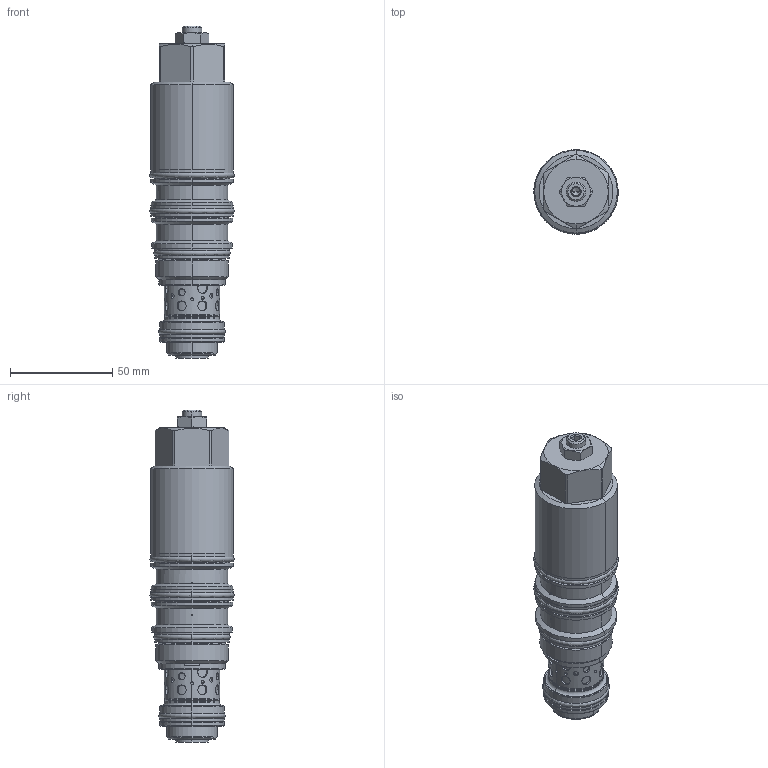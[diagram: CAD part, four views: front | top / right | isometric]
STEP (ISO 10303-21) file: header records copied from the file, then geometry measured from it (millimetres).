
FILE_DESCRIPTION((''),'2;1');
FILE_NAME('MWGBLHN_SW','2024-06-05T12:50:47',('SigMax'),(''),'CREO PARAMETRIC BY PTC INC, 2021072','CREO PARAMETRIC BY PTC INC, 2021072','');
FILE_SCHEMA(('AUTOMOTIVE_DESIGN { 1 0 10303 214 1 1 1 1 }'));
Length unit declared in the file: inch
Products named in the file (1): MWGBLHN_SW
Bounding box: 41.17 x 41.17 x 162.1 mm (x, y, z)
Volume: 149421.2 mm3; surface area: 35268.5 mm2
Topology: 5 solids, 5 shells, 356 faces, 775 edges, 472 vertices
Faces by surface type: cylinder 182, plane 65, cone 56, torus 39, revolution 14
Entity records: 16314 total; most frequent: CARTESIAN_POINT 6013, DIRECTION 1583, ORIENTED_EDGE 1546, EDGE_CURVE 773, AXIS2_PLACEMENT_3D 656, VERTEX_POINT 472, EDGE_LOOP 415, PRESENTATION_STYLE_ASSIGNMENT 370
